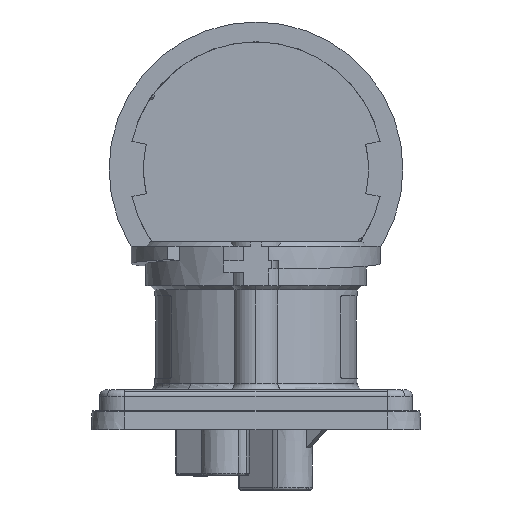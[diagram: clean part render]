
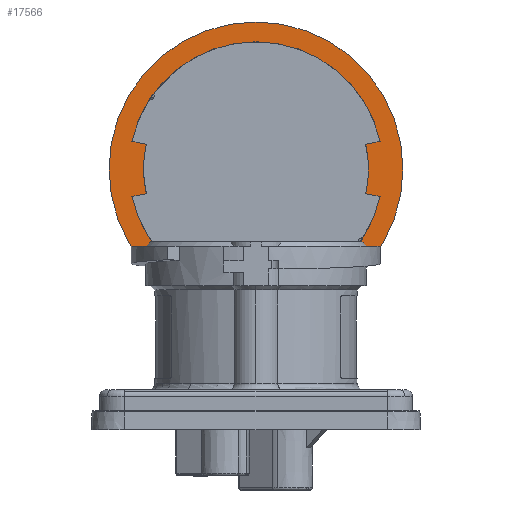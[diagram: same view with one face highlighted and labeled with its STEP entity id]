
A CAD part, front view. The second image highlights one B-rep face of the part: STEP entity #17566.
In plain terms, the highlighted planar face has unit normal (0, -1, 0).
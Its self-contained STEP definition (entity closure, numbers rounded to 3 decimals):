
#14 = CIRCLE ( 'NONE', #21715, 26.95 ) ;
#97 = CARTESIAN_POINT ( 'NONE',  ( -29.769, 46.5, 10.862 ) ) ;
#144 = CARTESIAN_POINT ( 'NONE',  ( -26.296, 46.5, 11.6 ) ) ;
#148 = DIRECTION ( 'NONE',  ( 1., 0., 0. ) ) ;
#213 = VECTOR ( 'NONE', #2989, 1000. ) ;
#392 = ORIENTED_EDGE ( 'NONE', *, *, #4319, .F. ) ;
#469 = EDGE_CURVE ( 'NONE', #19760, #10276, #14, .T. ) ;
#474 = AXIS2_PLACEMENT_3D ( 'NONE', #22212, #28192, #11285 ) ;
#550 = CARTESIAN_POINT ( 'NONE',  ( -29.769, 46.5, 24.138 ) ) ;
#656 = AXIS2_PLACEMENT_3D ( 'NONE', #5208, #24808, #3326 ) ;
#893 = DIRECTION ( 'NONE',  ( -1., 0., 0. ) ) ;
#1169 = ORIENTED_EDGE ( 'NONE', *, *, #13147, .T. ) ;
#1550 = VERTEX_POINT ( 'NONE', #9232 ) ;
#1718 = EDGE_CURVE ( 'NONE', #29267, #23440, #19821, .T. ) ;
#2369 = DIRECTION ( 'NONE',  ( -1., 0., 0. ) ) ;
#2454 = CARTESIAN_POINT ( 'NONE',  ( -35.25, 46.5, 17.5 ) ) ;
#2937 = ORIENTED_EDGE ( 'NONE', *, *, #22046, .T. ) ;
#2989 = DIRECTION ( 'NONE',  ( 0.978, 0., 0.208 ) ) ;
#3326 = DIRECTION ( 'NONE',  ( -1., 0., 0. ) ) ;
#3631 = DIRECTION ( 'NONE',  ( 0., -1., 0. ) ) ;
#3705 = VECTOR ( 'NONE', #12257, 1000. ) ;
#3762 = CIRCLE ( 'NONE', #31011, 30.5 ) ;
#4216 = CARTESIAN_POINT ( 'NONE',  ( 0., 46.5, 17.5 ) ) ;
#4319 = EDGE_CURVE ( 'NONE', #19172, #5141, #6714, .T. ) ;
#4558 = CARTESIAN_POINT ( 'NONE',  ( 0., 46.5, 17.5 ) ) ;
#4669 = CIRCLE ( 'NONE', #26346, 30.5 ) ;
#5141 = VERTEX_POINT ( 'NONE', #15092 ) ;
#5208 = CARTESIAN_POINT ( 'NONE',  ( 0., 46.5, 17.5 ) ) ;
#5468 = CIRCLE ( 'NONE', #23128, 26.95 ) ;
#5591 = CARTESIAN_POINT ( 'NONE',  ( 26.296, 46.5, 23.4 ) ) ;
#5619 = ORIENTED_EDGE ( 'NONE', *, *, #1718, .T. ) ;
#5786 = EDGE_CURVE ( 'NONE', #25071, #19709, #3762, .T. ) ;
#5989 = PLANE ( 'NONE',  #29542 ) ;
#6217 = AXIS2_PLACEMENT_3D ( 'NONE', #4216, #7047, #11790 ) ;
#6693 = AXIS2_PLACEMENT_3D ( 'NONE', #4558, #24898, #2369 ) ;
#6714 = CIRCLE ( 'NONE', #656, 30.5 ) ;
#6996 = ORIENTED_EDGE ( 'NONE', *, *, #25332, .T. ) ;
#7047 = DIRECTION ( 'NONE',  ( 0., 1., 0. ) ) ;
#7365 = CARTESIAN_POINT ( 'NONE',  ( 29.769, 46.5, 10.862 ) ) ;
#7450 = CARTESIAN_POINT ( 'NONE',  ( 0., 46.5, -12.35 ) ) ;
#7768 = DIRECTION ( 'NONE',  ( 0.923, 0., -0.386 ) ) ;
#7771 = ORIENTED_EDGE ( 'NONE', *, *, #12704, .F. ) ;
#8196 = VERTEX_POINT ( 'NONE', #22842 ) ;
#8674 = CARTESIAN_POINT ( 'NONE',  ( 0.768, 46.5, -12.99 ) ) ;
#9232 = CARTESIAN_POINT ( 'NONE',  ( 26.296, 46.5, 11.6 ) ) ;
#9420 = DIRECTION ( 'NONE',  ( 1., 0., 0. ) ) ;
#9617 = CARTESIAN_POINT ( 'NONE',  ( 0., 46.5, 17.5 ) ) ;
#10153 = CARTESIAN_POINT ( 'NONE',  ( 29.769, 46.5, 10.862 ) ) ;
#10276 = VERTEX_POINT ( 'NONE', #15119 ) ;
#10723 = DIRECTION ( 'NONE',  ( -1., 0., 0. ) ) ;
#10843 = VECTOR ( 'NONE', #14963, 1000. ) ;
#10981 = VERTEX_POINT ( 'NONE', #17419 ) ;
#11285 = DIRECTION ( 'NONE',  ( -1., 0., 0. ) ) ;
#11790 = DIRECTION ( 'NONE',  ( -1., 0., 0. ) ) ;
#11868 = ORIENTED_EDGE ( 'NONE', *, *, #24502, .T. ) ;
#11944 = LINE ( 'NONE', #550, #3705 ) ;
#12257 = DIRECTION ( 'NONE',  ( -0.978, 0., 0.208 ) ) ;
#12604 = ORIENTED_EDGE ( 'NONE', *, *, #15573, .T. ) ;
#12704 = EDGE_CURVE ( 'NONE', #29267, #10981, #4669, .T. ) ;
#13100 = DIRECTION ( 'NONE',  ( 0., -1., 0. ) ) ;
#13147 = EDGE_CURVE ( 'NONE', #8196, #27060, #14280, .T. ) ;
#13268 = DIRECTION ( 'NONE',  ( -1., 0., 0. ) ) ;
#13424 = EDGE_LOOP ( 'NONE', ( #16227, #1169 ) ) ;
#14280 = CIRCLE ( 'NONE', #6693, 35.25 ) ;
#14758 = CARTESIAN_POINT ( 'NONE',  ( -26.95, 46.5, 17.5 ) ) ;
#14963 = DIRECTION ( 'NONE',  ( 0.978, 0., -0.208 ) ) ;
#15092 = CARTESIAN_POINT ( 'NONE',  ( -0.768, 46.5, -12.99 ) ) ;
#15119 = CARTESIAN_POINT ( 'NONE',  ( -26.296, 46.5, 23.4 ) ) ;
#15573 = EDGE_CURVE ( 'NONE', #1550, #19709, #24286, .T. ) ;
#15825 = EDGE_LOOP ( 'NONE', ( #30858, #392, #6996, #11868, #29190, #29474, #7771, #5619, #2937, #19716, #12604, #28238 ) ) ;
#16227 = ORIENTED_EDGE ( 'NONE', *, *, #18345, .T. ) ;
#16256 = CARTESIAN_POINT ( 'NONE',  ( 0., 46.5, 17.5 ) ) ;
#17394 = FACE_OUTER_BOUND ( 'NONE', #13424, .T. ) ;
#17419 = CARTESIAN_POINT ( 'NONE',  ( -29.769, 46.5, 24.138 ) ) ;
#17566 = ADVANCED_FACE ( 'NONE', ( #22455, #17394 ), #5989, .T. ) ;
#17759 = VECTOR ( 'NONE', #24412, 1000. ) ;
#18345 = EDGE_CURVE ( 'NONE', #27060, #8196, #25274, .T. ) ;
#18596 = CIRCLE ( 'NONE', #25164, 26.95 ) ;
#19172 = VERTEX_POINT ( 'NONE', #97 ) ;
#19709 = VERTEX_POINT ( 'NONE', #10153 ) ;
#19716 = ORIENTED_EDGE ( 'NONE', *, *, #21822, .T. ) ;
#19719 = DIRECTION ( 'NONE',  ( 0., -1., 0. ) ) ;
#19760 = VERTEX_POINT ( 'NONE', #14758 ) ;
#19821 = LINE ( 'NONE', #5591, #17759 ) ;
#20100 = AXIS2_PLACEMENT_3D ( 'NONE', #7450, #29255, #7768 ) ;
#20452 = CARTESIAN_POINT ( 'NONE',  ( 29.769, 46.5, 24.138 ) ) ;
#21715 = AXIS2_PLACEMENT_3D ( 'NONE', #30683, #28319, #23580 ) ;
#21795 = DIRECTION ( 'NONE',  ( 0., 1., 0. ) ) ;
#21822 = EDGE_CURVE ( 'NONE', #30181, #1550, #18596, .T. ) ;
#22017 = CARTESIAN_POINT ( 'NONE',  ( 26.296, 46.5, 23.4 ) ) ;
#22046 = EDGE_CURVE ( 'NONE', #23440, #30181, #5468, .T. ) ;
#22212 = CARTESIAN_POINT ( 'NONE',  ( 0., 46.5, 17.5 ) ) ;
#22455 = FACE_BOUND ( 'NONE', #15825, .T. ) ;
#22624 = CIRCLE ( 'NONE', #20100, 1. ) ;
#22842 = CARTESIAN_POINT ( 'NONE',  ( 35.25, 46.5, 17.5 ) ) ;
#23128 = AXIS2_PLACEMENT_3D ( 'NONE', #26179, #26492, #9420 ) ;
#23440 = VERTEX_POINT ( 'NONE', #22017 ) ;
#23580 = DIRECTION ( 'NONE',  ( -1., 0., 0. ) ) ;
#23900 = CIRCLE ( 'NONE', #6217, 26.95 ) ;
#23998 = CARTESIAN_POINT ( 'NONE',  ( 0., 46.5, 17.5 ) ) ;
#24286 = LINE ( 'NONE', #7365, #10843 ) ;
#24412 = DIRECTION ( 'NONE',  ( -0.978, 0., -0.208 ) ) ;
#24502 = EDGE_CURVE ( 'NONE', #30662, #19760, #23900, .T. ) ;
#24552 = CARTESIAN_POINT ( 'NONE',  ( 26.95, 46.5, 17.5 ) ) ;
#24655 = EDGE_CURVE ( 'NONE', #10276, #10981, #11944, .T. ) ;
#24808 = DIRECTION ( 'NONE',  ( 0., -1., 0. ) ) ;
#24898 = DIRECTION ( 'NONE',  ( 0., -1., 0. ) ) ;
#25071 = VERTEX_POINT ( 'NONE', #8674 ) ;
#25164 = AXIS2_PLACEMENT_3D ( 'NONE', #9617, #21795, #148 ) ;
#25274 = CIRCLE ( 'NONE', #474, 35.25 ) ;
#25279 = CARTESIAN_POINT ( 'NONE',  ( -32.875, 46.5, 17.5 ) ) ;
#25332 = EDGE_CURVE ( 'NONE', #19172, #30662, #26990, .T. ) ;
#25557 = CARTESIAN_POINT ( 'NONE',  ( -26.296, 46.5, 11.6 ) ) ;
#26179 = CARTESIAN_POINT ( 'NONE',  ( 0., 46.5, 17.5 ) ) ;
#26346 = AXIS2_PLACEMENT_3D ( 'NONE', #16256, #13100, #10723 ) ;
#26492 = DIRECTION ( 'NONE',  ( 0., 1., 0. ) ) ;
#26990 = LINE ( 'NONE', #144, #213 ) ;
#27060 = VERTEX_POINT ( 'NONE', #2454 ) ;
#28192 = DIRECTION ( 'NONE',  ( 0., -1., 0. ) ) ;
#28238 = ORIENTED_EDGE ( 'NONE', *, *, #5786, .F. ) ;
#28319 = DIRECTION ( 'NONE',  ( 0., 1., 0. ) ) ;
#29190 = ORIENTED_EDGE ( 'NONE', *, *, #469, .T. ) ;
#29255 = DIRECTION ( 'NONE',  ( 0., 1., 0. ) ) ;
#29267 = VERTEX_POINT ( 'NONE', #20452 ) ;
#29349 = EDGE_CURVE ( 'NONE', #25071, #5141, #22624, .T. ) ;
#29474 = ORIENTED_EDGE ( 'NONE', *, *, #24655, .T. ) ;
#29542 = AXIS2_PLACEMENT_3D ( 'NONE', #25279, #3631, #13268 ) ;
#30181 = VERTEX_POINT ( 'NONE', #24552 ) ;
#30662 = VERTEX_POINT ( 'NONE', #25557 ) ;
#30683 = CARTESIAN_POINT ( 'NONE',  ( 0., 46.5, 17.5 ) ) ;
#30858 = ORIENTED_EDGE ( 'NONE', *, *, #29349, .T. ) ;
#31011 = AXIS2_PLACEMENT_3D ( 'NONE', #23998, #19719, #893 ) ;
